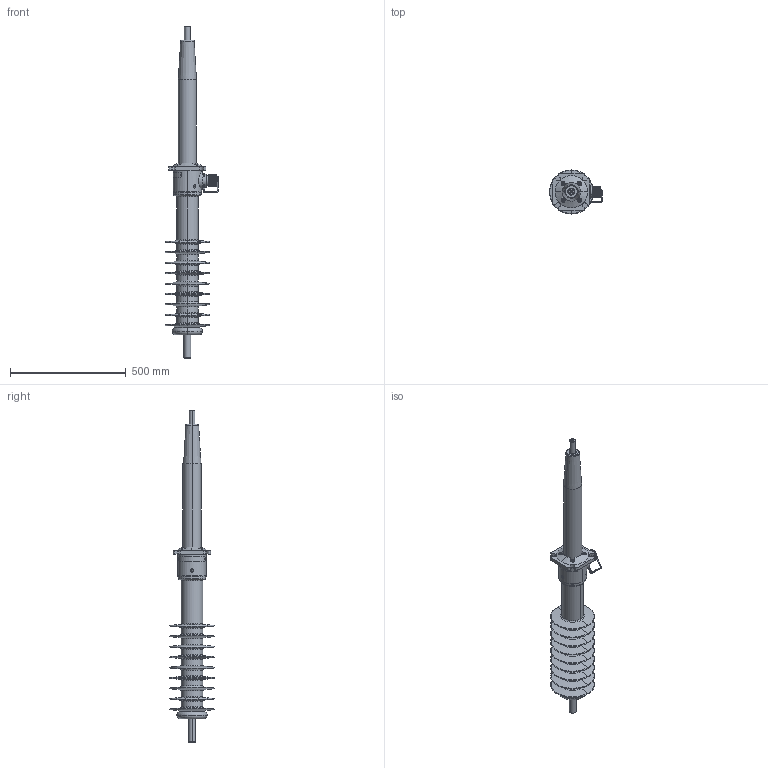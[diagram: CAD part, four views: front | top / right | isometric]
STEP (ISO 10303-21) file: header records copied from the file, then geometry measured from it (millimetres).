
FILE_DESCRIPTION (( 'STEP AP214' ), '1' );
FILE_NAME ('ﾃﾍﾂﾏIII-90-40,5-1000-ﾒﾒ150-ﾎ1 (6).STEP', '2022-08-05T07:24:02', ( '' ), ( '' ), 'SwSTEP 2.0', 'SolidWorks 2010', '' );
FILE_SCHEMA (( 'AUTOMOTIVE_DESIGN' ));
Length unit declared in the file: millimetre
Products named in the file (1): ﾃﾍﾂﾏIII-90-40,5-1000-ﾒﾒ150-ﾎ1 (6)
Bounding box: 229.81 x 189.96 x 1432 mm (x, y, z)
Volume: 9934630.1 mm3; surface area: 1513843.7 mm2
Topology: 30 solids, 30 shells, 963 faces, 2221 edges, 1324 vertices
Faces by surface type: cylinder 338, plane 292, cone 179, torus 112, bspline 36, sphere 6
Entity records: 41362 total; most frequent: CARTESIAN_POINT 8654, DIRECTION 4800, ORIENTED_EDGE 4358, EDGE_CURVE 2179, AXIS2_PLACEMENT_3D 1984, VERTEX_POINT 1324, EDGE_LOOP 1065, CIRCLE 1056
